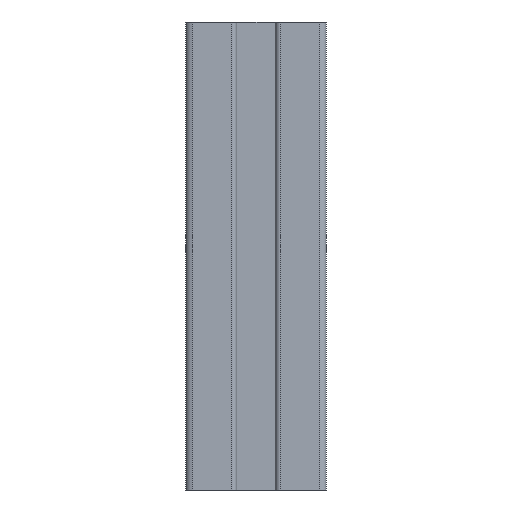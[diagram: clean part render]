
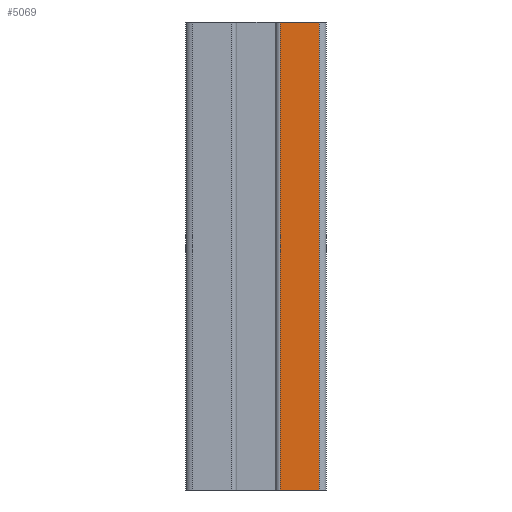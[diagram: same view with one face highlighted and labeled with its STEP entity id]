
A CAD part, left-side view. The second image highlights one B-rep face of the part: STEP entity #5069.
In plain terms, the highlighted planar face has unit normal (-1, 0, 0).
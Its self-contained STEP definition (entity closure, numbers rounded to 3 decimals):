
#42 = EDGE_CURVE ( 'NONE', #3459, #5729, #4309, .T. ) ;
#481 = VECTOR ( 'NONE', #1048, 1000. ) ;
#755 = CARTESIAN_POINT ( 'NONE',  ( 1444.362, 578.373, 0. ) ) ;
#835 = VECTOR ( 'NONE', #1332, 1000. ) ;
#919 = LINE ( 'NONE', #5291, #940 ) ;
#940 = VECTOR ( 'NONE', #5279, 1000. ) ;
#942 = LINE ( 'NONE', #1415, #835 ) ;
#1032 = CARTESIAN_POINT ( 'NONE',  ( 1444.362, 578.373, 100. ) ) ;
#1048 = DIRECTION ( 'NONE',  ( 0., 0., -1. ) ) ;
#1294 = EDGE_CURVE ( 'NONE', #5729, #6790, #942, .T. ) ;
#1332 = DIRECTION ( 'NONE',  ( 0., -1., 0. ) ) ;
#1365 = EDGE_CURVE ( 'NONE', #4078, #6790, #5256, .T. ) ;
#1415 = CARTESIAN_POINT ( 'NONE',  ( 1444.362, 578.373, 0. ) ) ;
#1569 = AXIS2_PLACEMENT_3D ( 'NONE', #2644, #2642, #2637 ) ;
#2101 = CARTESIAN_POINT ( 'NONE',  ( 1444.362, 586.723, 100. ) ) ;
#2637 = DIRECTION ( 'NONE',  ( 0., 0., -1. ) ) ;
#2642 = DIRECTION ( 'NONE',  ( 1., 0., 0. ) ) ;
#2644 = CARTESIAN_POINT ( 'NONE',  ( 1444.362, 578.373, 100. ) ) ;
#2666 = PLANE ( 'NONE',  #1569 ) ;
#3154 = DIRECTION ( 'NONE',  ( 0., 0., -1. ) ) ;
#3342 = CARTESIAN_POINT ( 'NONE',  ( 1444.362, 586.723, 100. ) ) ;
#3459 = VERTEX_POINT ( 'NONE', #2101 ) ;
#4078 = VERTEX_POINT ( 'NONE', #5952 ) ;
#4254 = VECTOR ( 'NONE', #3154, 1000. ) ;
#4309 = LINE ( 'NONE', #3342, #4254 ) ;
#4801 = EDGE_CURVE ( 'NONE', #3459, #4078, #919, .T. ) ;
#5069 = ADVANCED_FACE ( 'NONE', ( #6340 ), #2666, .F. ) ;
#5256 = LINE ( 'NONE', #1032, #481 ) ;
#5279 = DIRECTION ( 'NONE',  ( 0., -1., 0. ) ) ;
#5291 = CARTESIAN_POINT ( 'NONE',  ( 1444.362, 578.373, 100. ) ) ;
#5729 = VERTEX_POINT ( 'NONE', #5825 ) ;
#5733 = ORIENTED_EDGE ( 'NONE', *, *, #1294, .T. ) ;
#5825 = CARTESIAN_POINT ( 'NONE',  ( 1444.362, 586.723, 0. ) ) ;
#5952 = CARTESIAN_POINT ( 'NONE',  ( 1444.362, 578.373, 100. ) ) ;
#5992 = ORIENTED_EDGE ( 'NONE', *, *, #1365, .F. ) ;
#6119 = ORIENTED_EDGE ( 'NONE', *, *, #4801, .F. ) ;
#6229 = ORIENTED_EDGE ( 'NONE', *, *, #42, .T. ) ;
#6340 = FACE_OUTER_BOUND ( 'NONE', #7011, .T. ) ;
#6790 = VERTEX_POINT ( 'NONE', #755 ) ;
#7011 = EDGE_LOOP ( 'NONE', ( #5733, #5992, #6119, #6229 ) ) ;
